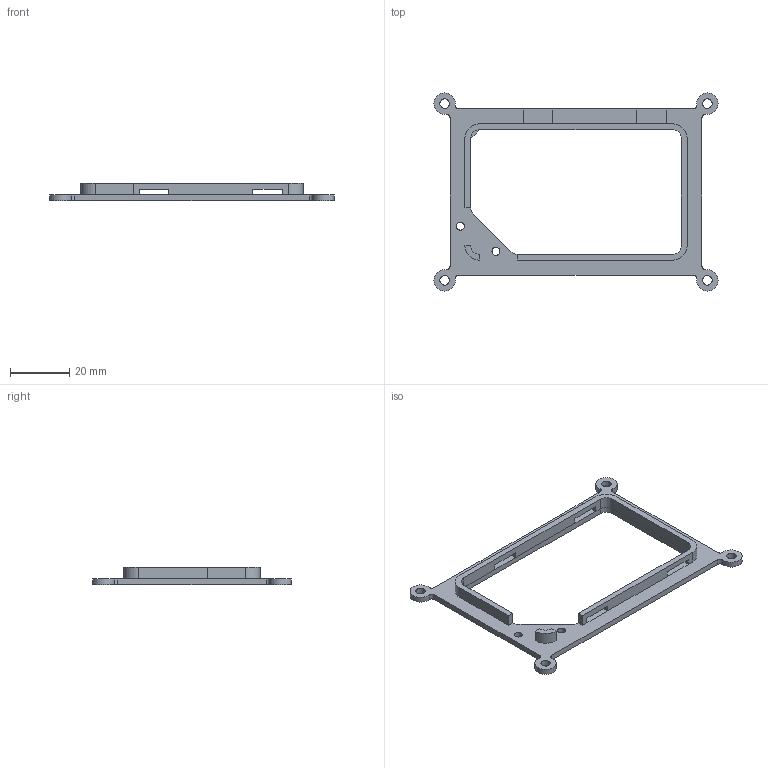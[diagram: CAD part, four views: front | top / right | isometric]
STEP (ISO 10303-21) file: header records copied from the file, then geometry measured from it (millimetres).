
FILE_DESCRIPTION(('FreeCAD Model'),'2;1');
FILE_NAME('power_supply_support_board.step','2020-11-12T09:17:11',( 'Author'),(''),'Open CASCADE STEP processor 7.4','FreeCAD','Unknown' );
FILE_SCHEMA(('AUTOMOTIVE_DESIGN { 1 0 10303 214 1 1 1 1 }'));
Length unit declared in the file: millimetre
Products named in the file (1): Body
Bounding box: 95.81 x 66.81 x 6 mm (x, y, z)
Volume: 5470.5 mm3; surface area: 6927.8 mm2
Topology: 1 solids, 1 shells, 76 faces, 214 edges, 132 vertices
Faces by surface type: plane 45, cylinder 31
Full cylindrical faces by diameter (mm): 2.7 x2, 3.2 x4
Entity records: 5291 total; most frequent: CARTESIAN_POINT 893, DIRECTION 849, LINE 524, VECTOR 524, ORIENTED_EDGE 428, PCURVE 428, DEFINITIONAL_REPRESENTATION 428, EDGE_CURVE 214
